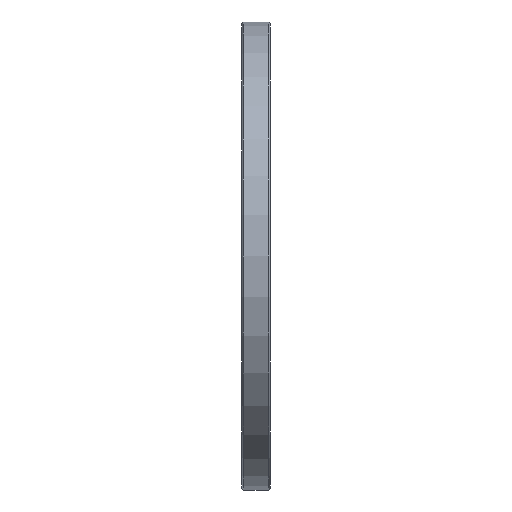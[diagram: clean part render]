
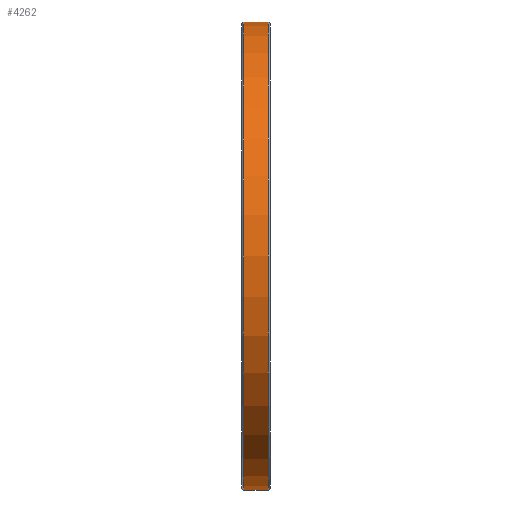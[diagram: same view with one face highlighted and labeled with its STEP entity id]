
A CAD part, left-side view. The second image highlights one B-rep face of the part: STEP entity #4262.
In plain terms, the highlighted cylindrical face has radius 15 mm (diameter 30 mm), a partial arc.
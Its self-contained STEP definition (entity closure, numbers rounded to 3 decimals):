
#945 = CARTESIAN_POINT ( 'NONE',  ( 0., 1.8, 15. ) ) ;
#2389 = EDGE_CURVE ( 'NONE', #5549, #12395, #10023, .T. ) ;
#2391 = VECTOR ( 'NONE', #11038, 1000. ) ;
#2416 = DIRECTION ( 'NONE',  ( 0., 0., -1. ) ) ;
#2596 = CARTESIAN_POINT ( 'NONE',  ( 0., 0.1, 0. ) ) ;
#2772 = ORIENTED_EDGE ( 'NONE', *, *, #9489, .T. ) ;
#2962 = EDGE_CURVE ( 'NONE', #5549, #8208, #5234, .T. ) ;
#3267 = ORIENTED_EDGE ( 'NONE', *, *, #2389, .F. ) ;
#3549 = CYLINDRICAL_SURFACE ( 'NONE', #8685, 15. ) ;
#3597 = DIRECTION ( 'NONE',  ( 0., 0., 1. ) ) ;
#4262 = ADVANCED_FACE ( 'NONE', ( #11426 ), #3549, .T. ) ;
#4348 = VERTEX_POINT ( 'NONE', #7458 ) ;
#4380 = ORIENTED_EDGE ( 'NONE', *, *, #10679, .T. ) ;
#5003 = DIRECTION ( 'NONE',  ( 0., -1., 0. ) ) ;
#5014 = LINE ( 'NONE', #6063, #2391 ) ;
#5234 = CIRCLE ( 'NONE', #5891, 15. ) ;
#5549 = VERTEX_POINT ( 'NONE', #12881 ) ;
#5670 = CARTESIAN_POINT ( 'NONE',  ( 0., 1.7, 0. ) ) ;
#5891 = AXIS2_PLACEMENT_3D ( 'NONE', #5670, #12583, #6673 ) ;
#6063 = CARTESIAN_POINT ( 'NONE',  ( 0., 1.8, -15. ) ) ;
#6673 = DIRECTION ( 'NONE',  ( 0., 0., 1. ) ) ;
#7088 = VECTOR ( 'NONE', #5003, 1000. ) ;
#7458 = CARTESIAN_POINT ( 'NONE',  ( 0., 0.1, -15. ) ) ;
#8208 = VERTEX_POINT ( 'NONE', #9336 ) ;
#8368 = EDGE_LOOP ( 'NONE', ( #3267, #10955, #2772, #4380 ) ) ;
#8685 = AXIS2_PLACEMENT_3D ( 'NONE', #9898, #9313, #2416 ) ;
#9313 = DIRECTION ( 'NONE',  ( 0., -1., 0. ) ) ;
#9336 = CARTESIAN_POINT ( 'NONE',  ( 0., 1.7, -15. ) ) ;
#9489 = EDGE_CURVE ( 'NONE', #8208, #4348, #5014, .T. ) ;
#9493 = DIRECTION ( 'NONE',  ( 0., 1., 0. ) ) ;
#9498 = AXIS2_PLACEMENT_3D ( 'NONE', #2596, #9493, #3597 ) ;
#9898 = CARTESIAN_POINT ( 'NONE',  ( 0., 1.8, 0. ) ) ;
#10023 = LINE ( 'NONE', #945, #7088 ) ;
#10679 = EDGE_CURVE ( 'NONE', #4348, #12395, #11500, .T. ) ;
#10756 = CARTESIAN_POINT ( 'NONE',  ( 0., 0.1, 15. ) ) ;
#10955 = ORIENTED_EDGE ( 'NONE', *, *, #2962, .T. ) ;
#11038 = DIRECTION ( 'NONE',  ( 0., -1., 0. ) ) ;
#11426 = FACE_OUTER_BOUND ( 'NONE', #8368, .T. ) ;
#11500 = CIRCLE ( 'NONE', #9498, 15. ) ;
#12395 = VERTEX_POINT ( 'NONE', #10756 ) ;
#12583 = DIRECTION ( 'NONE',  ( 0., -1., 0. ) ) ;
#12881 = CARTESIAN_POINT ( 'NONE',  ( 0., 1.7, 15. ) ) ;
